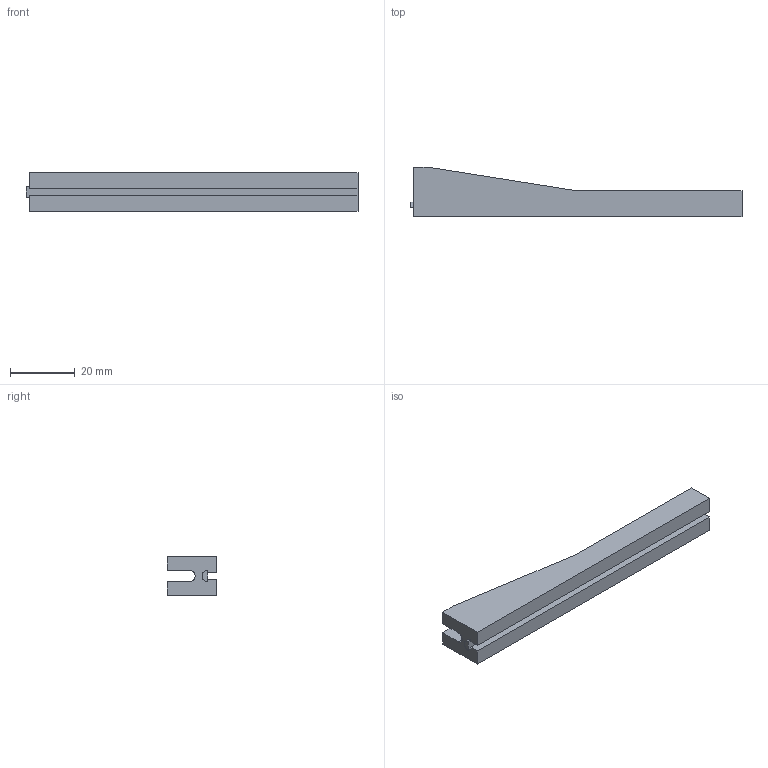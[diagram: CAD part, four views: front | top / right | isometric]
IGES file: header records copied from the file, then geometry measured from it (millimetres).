
Start section: SolidWorks IGES file using analytic representation for surfaces
Global section: file name: VG2-4.IGS; native system: SolidWorks 2015; preprocessor: SolidWorks 2015; author: kaukshunas; date: 151008.103813; units: inch
Bounding box: 102.77 x 15.23 x 12.06 mm (x, y, z)
Surface area: 6287.3 mm2 (no closed solid volume)
Topology: 0 solids, 0 shells, 24 faces, 188 edges, 188 vertices
Faces by surface type: bspline 22, revolution 2
